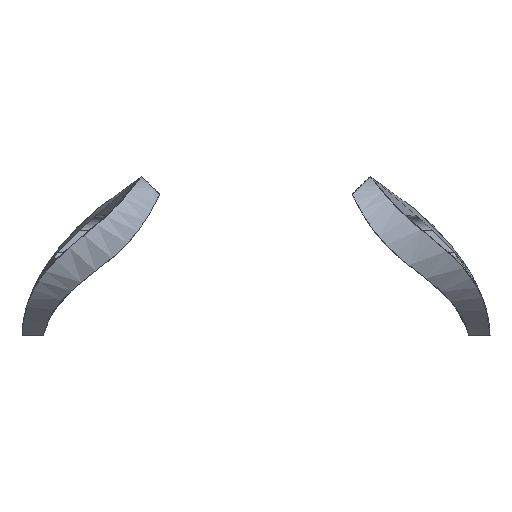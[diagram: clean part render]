
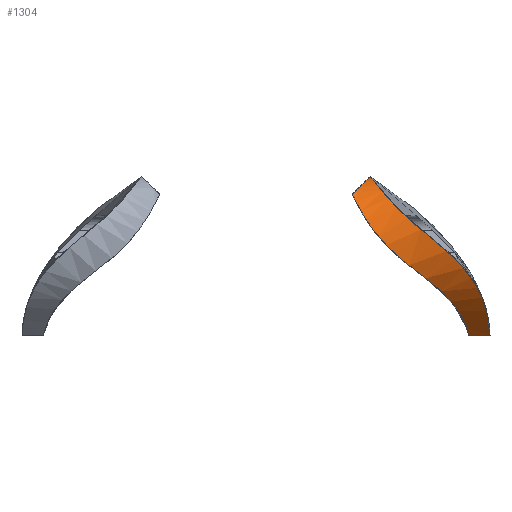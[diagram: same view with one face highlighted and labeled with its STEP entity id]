
A CAD part, left-side view. The second image highlights one B-rep face of the part: STEP entity #1304.
In plain terms, the highlighted free-form (B-spline) face has degree [3, 1] with [17, 2] control points.
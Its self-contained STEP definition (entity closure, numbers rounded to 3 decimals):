
#132=B_SPLINE_CURVE_WITH_KNOTS('',3,(#3338,#3339,#3340,#3341,#3342,#3343,
#3344,#3345,#3346,#3347,#3348,#3349,#3350,#3351,#3352,#3353,#3354,#3355,
#3356,#3357,#3358,#3359,#3360,#3361,#3362,#3363),.UNSPECIFIED.,.F.,.F.,
(4,1,1,1,1,1,1,1,1,1,1,1,1,1,1,1,1,1,1,1,1,1,1,4),(0.,
0.061,0.091,0.106,0.122,
0.152,0.182,0.213,0.243,
0.274,0.304,0.365,0.395,
0.425,0.486,0.547,0.608,
0.638,0.669,0.729,0.79,
0.851,0.912,0.973),.UNSPECIFIED.);
#135=B_SPLINE_CURVE_WITH_KNOTS('',3,(#3380,#3381,#3382,#3383,#3384,#3385,
#3386,#3387,#3388,#3389,#3390,#3391),.UNSPECIFIED.,.F.,.F.,(4,1,1,1,1,1,
1,1,1,4),(0.,0.027,0.055,0.082,0.096,
0.109,0.137,0.164,0.191,
0.219),.UNSPECIFIED.);
#136=B_SPLINE_CURVE_WITH_KNOTS('',3,(#3429,#3430,#3431,#3432,#3433,#3434,
#3435,#3436,#3437,#3438,#3439,#3440,#3441,#3442,#3443,#3444,#3445,#3446,
#3447,#3448,#3449,#3450,#3451,#3452,#3453,#3454,#3455,#3456,#3457,#3458,
#3459,#3460,#3461,#3462,#3463),.UNSPECIFIED.,.F.,.F.,(4,1,1,1,1,1,1,1,1,
1,1,1,1,1,1,1,1,1,1,1,1,1,1,1,1,1,1,1,1,1,1,1,4),(0.,0.073,
0.147,0.183,0.22,0.256,
0.293,0.33,0.366,0.385,
0.403,0.44,0.476,0.513,
0.55,0.586,0.659,0.733,
0.769,0.806,0.843,0.879,
0.898,0.916,0.953,0.989,
1.008,1.026,1.062,1.081,1.099,
1.136,1.172),.UNSPECIFIED.);
#220=B_SPLINE_SURFACE_WITH_KNOTS('',3,1,((#3473,#3474),(#3475,#3476),(#3477,
#3478),(#3479,#3480),(#3481,#3482),(#3483,#3484),(#3485,#3486),(#3487,#3488),
(#3489,#3490),(#3491,#3492),(#3493,#3494),(#3495,#3496),(#3497,#3498),(#3499,
#3500),(#3501,#3502),(#3503,#3504),(#3505,#3506)),
 .SURF_OF_LINEAR_EXTRUSION.,.F.,.F.,.F.,(4,1,1,1,1,1,1,1,1,1,1,1,1,1,4),
(2,2),(0.,0.125,0.25,0.313,0.375,0.438,0.5,0.563,0.625,0.688,0.75,0.813,
0.875,0.938,1.),(0.,1.),.UNSPECIFIED.);
#318=ORIENTED_EDGE('',*,*,#676,.T.);
#319=ORIENTED_EDGE('',*,*,#672,.T.);
#320=ORIENTED_EDGE('',*,*,#664,.T.);
#321=ORIENTED_EDGE('',*,*,#679,.T.);
#664=EDGE_CURVE('',#855,#854,#957,.T.);
#672=EDGE_CURVE('',#861,#855,#132,.T.);
#676=EDGE_CURVE('',#863,#861,#135,.T.);
#679=EDGE_CURVE('',#854,#863,#136,.T.);
#854=VERTEX_POINT('',#3288);
#855=VERTEX_POINT('',#3290);
#861=VERTEX_POINT('',#3364);
#863=VERTEX_POINT('',#3392);
#957=LINE('',#3289,#1033);
#1033=VECTOR('',#1492,1000.);
#1117=EDGE_LOOP('',(#318,#319,#320,#321));
#1192=FACE_BOUND('',#1117,.T.);
#1304=ADVANCED_FACE('',(#1192),#220,.F.);
#1492=DIRECTION('',(0.,-1.,0.));
#3288=CARTESIAN_POINT('',(0.,0.,0.));
#3289=CARTESIAN_POINT('',(0.,1300.,0.));
#3290=CARTESIAN_POINT('',(0.,100.,0.));
#3338=CARTESIAN_POINT('',(-177.719,650.,665.));
#3339=CARTESIAN_POINT('',(-191.351,643.158,651.16));
#3340=CARTESIAN_POINT('',(-209.19,632.046,629.066));
#3341=CARTESIAN_POINT('',(-226.007,617.186,601.547));
#3342=CARTESIAN_POINT('',(-234.505,608.079,585.406));
#3343=CARTESIAN_POINT('',(-242.295,598.501,568.957));
#3344=CARTESIAN_POINT('',(-250.523,585.864,548.324));
#3345=CARTESIAN_POINT('',(-258.153,569.607,523.694));
#3346=CARTESIAN_POINT('',(-263.73,552.178,499.305));
#3347=CARTESIAN_POINT('',(-267.42,533.405,475.136));
#3348=CARTESIAN_POINT('',(-269.315,513.69,451.807));
#3349=CARTESIAN_POINT('',(-269.752,486.306,421.938));
#3350=CARTESIAN_POINT('',(-267.451,457.296,393.78));
#3351=CARTESIAN_POINT('',(-262.951,426.969,367.026));
#3352=CARTESIAN_POINT('',(-257.071,395.914,341.054));
#3353=CARTESIAN_POINT('',(-247.432,356.694,310.252));
#3354=CARTESIAN_POINT('',(-232.24,309.933,274.494));
#3355=CARTESIAN_POINT('',(-216.099,272.265,244.656));
#3356=CARTESIAN_POINT('',(-200.594,243.558,220.199));
#3357=CARTESIAN_POINT('',(-183.113,215.983,195.151));
#3358=CARTESIAN_POINT('',(-158.057,185.201,163.617));
#3359=CARTESIAN_POINT('',(-122.786,154.473,124.991));
#3360=CARTESIAN_POINT('',(-82.773,129.813,84.926));
#3361=CARTESIAN_POINT('',(-41.186,111.548,44.023));
#3362=CARTESIAN_POINT('',(-13.553,103.169,15.115));
#3363=CARTESIAN_POINT('',(0.,100.,0.));
#3364=CARTESIAN_POINT('',(-177.719,650.,665.));
#3380=CARTESIAN_POINT('',(0.,565.,750.));
#3381=CARTESIAN_POINT('',(-9.222,565.899,749.101));
#3382=CARTESIAN_POINT('',(-27.25,568.521,746.479));
#3383=CARTESIAN_POINT('',(-53.133,574.778,740.222));
#3384=CARTESIAN_POINT('',(-73.768,581.83,733.17));
#3385=CARTESIAN_POINT('',(-89.758,588.556,726.444));
#3386=CARTESIAN_POINT('',(-105.055,595.828,719.172));
#3387=CARTESIAN_POINT('',(-123.034,605.897,709.103));
#3388=CARTESIAN_POINT('',(-142.941,619.378,695.622));
#3389=CARTESIAN_POINT('',(-161.328,634.162,680.838));
#3390=CARTESIAN_POINT('',(-172.424,644.624,670.376));
#3391=CARTESIAN_POINT('',(-177.719,650.,665.));
#3392=CARTESIAN_POINT('',(0.,565.,750.));
#3429=CARTESIAN_POINT('',(0.,0.,0.));
#3430=CARTESIAN_POINT('',(-16.445,0.407,18.34));
#3431=CARTESIAN_POINT('',(-50.52,3.222,53.486));
#3432=CARTESIAN_POINT('',(-93.908,11.011,95.797));
#3433=CARTESIAN_POINT('',(-127.426,20.248,130.193));
#3434=CARTESIAN_POINT('',(-151.568,28.934,156.573));
#3435=CARTESIAN_POINT('',(-174.375,39.753,183.879));
#3436=CARTESIAN_POINT('',(-194.875,52.701,211.445));
#3437=CARTESIAN_POINT('',(-212.975,68.03,239.357));
#3438=CARTESIAN_POINT('',(-225.965,82.973,262.86));
#3439=CARTESIAN_POINT('',(-235.064,96.299,281.733));
#3440=CARTESIAN_POINT('',(-243.157,110.272,300.274));
#3441=CARTESIAN_POINT('',(-251.557,129.013,322.969));
#3442=CARTESIAN_POINT('',(-259.163,153.324,349.387));
#3443=CARTESIAN_POINT('',(-264.585,179.4,375.2));
#3444=CARTESIAN_POINT('',(-267.966,206.481,400.048));
#3445=CARTESIAN_POINT('',(-270.075,243.378,432.049));
#3446=CARTESIAN_POINT('',(-268.667,290.518,470.729));
#3447=CARTESIAN_POINT('',(-262.051,337.489,509.356));
#3448=CARTESIAN_POINT('',(-252.949,374.217,541.128));
#3449=CARTESIAN_POINT('',(-244.076,400.664,565.075));
#3450=CARTESIAN_POINT('',(-232.883,425.945,589.232));
#3451=CARTESIAN_POINT('',(-221.343,445.941,609.481));
#3452=CARTESIAN_POINT('',(-210.558,461.267,625.69));
#3453=CARTESIAN_POINT('',(-198.856,475.893,641.602));
#3454=CARTESIAN_POINT('',(-182.382,492.954,660.931));
#3455=CARTESIAN_POINT('',(-163.241,508.388,679.224));
#3456=CARTESIAN_POINT('',(-146.053,519.788,693.083));
#3457=CARTESIAN_POINT('',(-127.95,530.294,706.042));
#3458=CARTESIAN_POINT('',(-108.413,539.513,717.613));
#3459=CARTESIAN_POINT('',(-87.337,547.411,727.61));
#3460=CARTESIAN_POINT('',(-65.142,554.387,736.476));
#3461=CARTESIAN_POINT('',(-36.449,560.991,744.894));
#3462=CARTESIAN_POINT('',(-12.344,564.055,748.797));
#3463=CARTESIAN_POINT('',(0.,565.,750.));
#3473=CARTESIAN_POINT('',(0.,653.9,0.));
#3474=CARTESIAN_POINT('',(0.,-3.9,0.));
#3475=CARTESIAN_POINT('',(-25.284,653.9,28.196));
#3476=CARTESIAN_POINT('',(-25.284,-3.9,28.196));
#3477=CARTESIAN_POINT('',(-76.802,653.9,79.011));
#3478=CARTESIAN_POINT('',(-76.802,-3.9,79.011));
#3479=CARTESIAN_POINT('',(-140.398,653.9,142.322));
#3480=CARTESIAN_POINT('',(-140.398,-3.9,142.322));
#3481=CARTESIAN_POINT('',(-186.35,653.9,198.647));
#3482=CARTESIAN_POINT('',(-186.35,-3.9,198.647));
#3483=CARTESIAN_POINT('',(-216.916,653.9,244.569));
#3484=CARTESIAN_POINT('',(-216.916,-3.9,244.569));
#3485=CARTESIAN_POINT('',(-242.09,653.9,294.688));
#3486=CARTESIAN_POINT('',(-242.09,-3.9,294.688));
#3487=CARTESIAN_POINT('',(-260.308,653.9,349.03));
#3488=CARTESIAN_POINT('',(-260.308,-3.9,349.03));
#3489=CARTESIAN_POINT('',(-270.024,653.9,407.128));
#3490=CARTESIAN_POINT('',(-270.024,-3.9,407.128));
#3491=CARTESIAN_POINT('',(-269.766,653.9,467.963));
#3492=CARTESIAN_POINT('',(-269.766,-3.9,467.963));
#3493=CARTESIAN_POINT('',(-258.203,653.9,529.929));
#3494=CARTESIAN_POINT('',(-258.203,-3.9,529.929));
#3495=CARTESIAN_POINT('',(-234.209,653.9,590.787));
#3496=CARTESIAN_POINT('',(-234.209,-3.9,590.787));
#3497=CARTESIAN_POINT('',(-196.924,653.9,647.623));
#3498=CARTESIAN_POINT('',(-196.924,-3.9,647.623));
#3499=CARTESIAN_POINT('',(-145.824,653.9,696.81));
#3500=CARTESIAN_POINT('',(-145.824,-3.9,696.81));
#3501=CARTESIAN_POINT('',(-80.78,653.9,733.958));
#3502=CARTESIAN_POINT('',(-80.78,-3.9,733.958));
#3503=CARTESIAN_POINT('',(-28.343,653.9,747.237));
#3504=CARTESIAN_POINT('',(-28.343,-3.9,747.237));
#3505=CARTESIAN_POINT('',(0.,653.9,750.));
#3506=CARTESIAN_POINT('',(0.,-3.9,750.));
